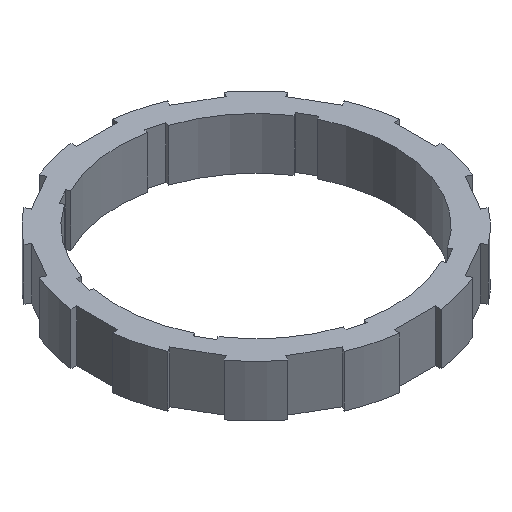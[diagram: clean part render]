
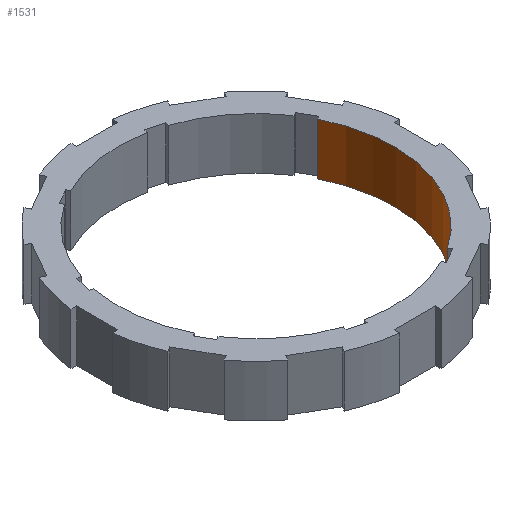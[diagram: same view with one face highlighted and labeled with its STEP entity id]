
A CAD part, isometric view. The second image highlights one B-rep face of the part: STEP entity #1531.
In plain terms, the highlighted cylindrical face has radius 40 mm (diameter 80 mm), a partial arc.
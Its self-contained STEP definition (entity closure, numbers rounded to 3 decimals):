
#23=CIRCLE('',#1639,40.);
#24=CIRCLE('',#1640,40.);
#58=CYLINDRICAL_SURFACE('',#1638,40.);
#98=FACE_OUTER_BOUND('',#176,.T.);
#176=EDGE_LOOP('',(#1088,#1089,#1090,#1091));
#245=LINE('',#2178,#435);
#300=LINE('',#2294,#490);
#435=VECTOR('',#1747,10.);
#490=VECTOR('',#1836,10.);
#621=VERTEX_POINT('',#2172);
#623=VERTEX_POINT('',#2176);
#666=VERTEX_POINT('',#2291);
#667=VERTEX_POINT('',#2293);
#777=EDGE_CURVE('',#621,#623,#245,.T.);
#832=EDGE_CURVE('',#667,#666,#300,.T.);
#840=EDGE_CURVE('',#667,#623,#23,.T.);
#841=EDGE_CURVE('',#666,#621,#24,.T.);
#1088=ORIENTED_EDGE('',*,*,#777,.T.);
#1089=ORIENTED_EDGE('',*,*,#840,.F.);
#1090=ORIENTED_EDGE('',*,*,#832,.T.);
#1091=ORIENTED_EDGE('',*,*,#841,.T.);
#1531=ADVANCED_FACE('',(#98),#58,.F.);
#1638=AXIS2_PLACEMENT_3D('',#2305,#1856,#1857);
#1639=AXIS2_PLACEMENT_3D('',#2306,#1858,#1859);
#1640=AXIS2_PLACEMENT_3D('',#2307,#1860,#1861);
#1747=DIRECTION('',(0.,0.,1.));
#1836=DIRECTION('',(0.,0.,-1.));
#1856=DIRECTION('center_axis',(0.,0.,1.));
#1857=DIRECTION('ref_axis',(0.967,-0.256,0.));
#1858=DIRECTION('center_axis',(0.,0.,-1.));
#1859=DIRECTION('ref_axis',(-1.,0.,0.));
#1860=DIRECTION('center_axis',(0.,0.,-1.));
#1861=DIRECTION('ref_axis',(-1.,0.,0.));
#2172=CARTESIAN_POINT('',(22.235,-33.25,0.));
#2176=CARTESIAN_POINT('',(22.235,-33.25,15.));
#2178=CARTESIAN_POINT('',(22.235,-33.25,0.));
#2291=CARTESIAN_POINT('',(35.765,17.914,0.));
#2293=CARTESIAN_POINT('',(35.765,17.914,15.));
#2294=CARTESIAN_POINT('',(35.765,17.914,0.));
#2305=CARTESIAN_POINT('Origin',(0.,0.,0.));
#2306=CARTESIAN_POINT('Origin',(0.,0.,15.));
#2307=CARTESIAN_POINT('Origin',(0.,0.,0.));
